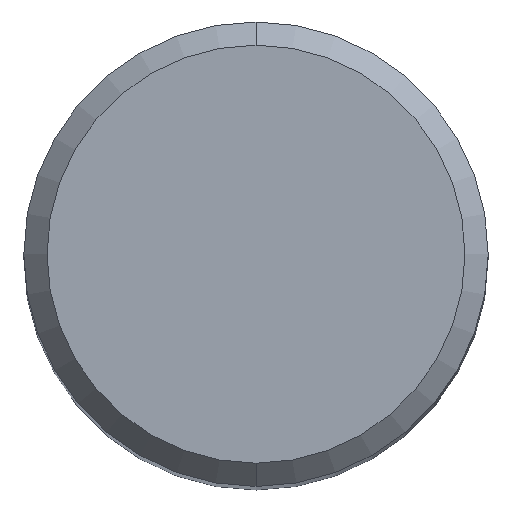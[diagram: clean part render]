
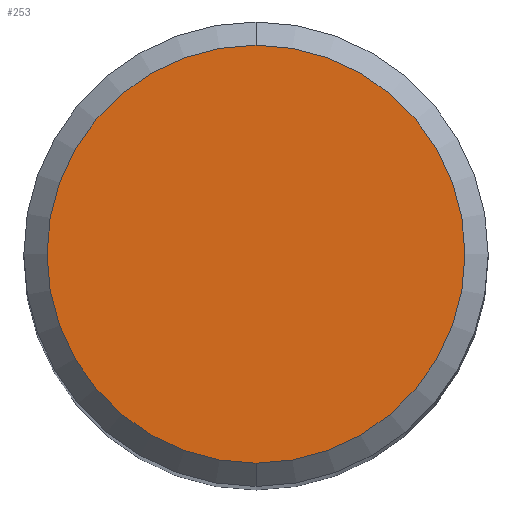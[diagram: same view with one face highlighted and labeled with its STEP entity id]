
A CAD part, top view. The second image highlights one B-rep face of the part: STEP entity #253.
In plain terms, the highlighted planar face has unit normal (0, 0, 1).
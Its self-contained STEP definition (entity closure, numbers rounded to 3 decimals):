
#199=VERTEX_POINT('',#511);
#209=EDGE_CURVE('',#393,#199,#524,.T.);
#253=ADVANCED_FACE('',(#573),#574,.T.);
#375=EDGE_CURVE('',#199,#393,#705,.T.);
#393=VERTEX_POINT('',#724);
#511=CARTESIAN_POINT('',(0.0,4.5,0.));
#524=CIRCLE('',#877,4.5);
#573=FACE_OUTER_BOUND('',#978,.T.);
#574=PLANE('',#979);
#705=CIRCLE('',#1288,4.5);
#724=CARTESIAN_POINT('',(0.,-4.5,0.));
#877=AXIS2_PLACEMENT_3D('',#1569,#1570,#1571);
#978=EDGE_LOOP('',(#1622,#1623));
#979=AXIS2_PLACEMENT_3D('',#1624,#1625,#1626);
#1288=AXIS2_PLACEMENT_3D('',#1738,#1739,#1740);
#1569=CARTESIAN_POINT('',(0.0,0.0,0.));
#1570=DIRECTION('',(0.0,0.0,-1.0));
#1571=DIRECTION('',(0.0,1.0,0.0));
#1622=ORIENTED_EDGE('',*,*,#375,.F.);
#1623=ORIENTED_EDGE('',*,*,#209,.F.);
#1624=CARTESIAN_POINT('',(0.0,2.25,0.));
#1625=DIRECTION('',(-0.0,0.0,1.0));
#1626=DIRECTION('',(0.0,-1.0,0.0));
#1738=CARTESIAN_POINT('',(0.0,0.0,0.));
#1739=DIRECTION('',(0.0,0.0,-1.0));
#1740=DIRECTION('',(0.0,1.0,0.0));
